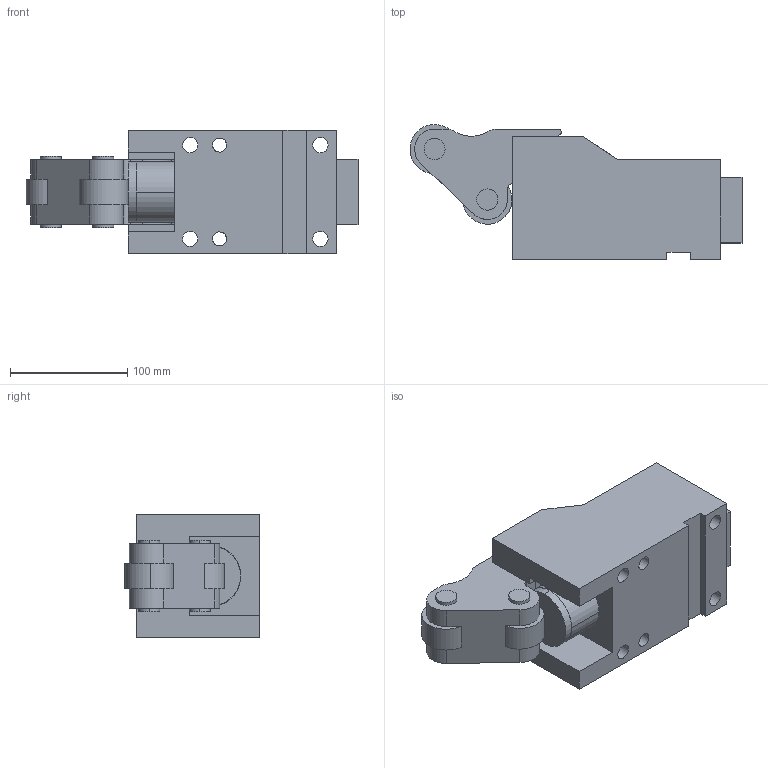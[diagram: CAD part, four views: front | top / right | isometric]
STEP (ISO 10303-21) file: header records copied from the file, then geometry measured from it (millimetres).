
FILE_DESCRIPTION(('CATIA V5 STEP Exchange'),'2;1');
FILE_NAME('CPUS-07000-40-45.stp','2014-10-02T07:42:50+00:00',('none'),('none'),'CATIA Version 5 Release 20 GA (IN-10)','CATIA V5 STEP AP203','none');
FILE_SCHEMA(('CONFIG_CONTROL_DESIGN'));
Length unit declared in the file: millimetre
Products named in the file (1): CPUS-07000-40-45
Bounding box: 282.95 x 115 x 105 mm (x, y, z)
Volume: 1853899.9 mm3; surface area: 217098.6 mm2
Topology: 3 solids, 3 shells, 128 faces, 336 edges, 228 vertices
Faces by surface type: cylinder 66, plane 62
Entity records: 3851 total; most frequent: CARTESIAN_POINT 790, ORIENTED_EDGE 672, DIRECTION 494, EDGE_CURVE 336, AXIS2_PLACEMENT_3D 234, VERTEX_POINT 228, VECTOR 178, LINE 178
